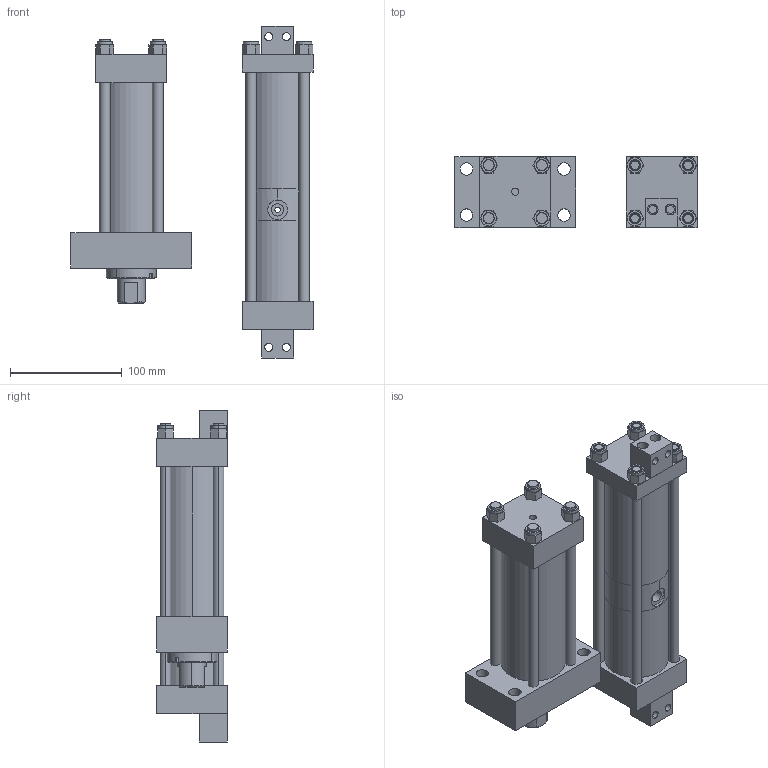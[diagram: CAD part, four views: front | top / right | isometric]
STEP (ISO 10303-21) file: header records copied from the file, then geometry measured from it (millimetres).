
FILE_DESCRIPTION (( 'STEP AP203' ), '1' );
FILE_NAME ('HZS-1-.25-FH.STEP', '2016-05-02T17:29:31', ( 'myvpn' ), ( '' ), 'SwSTEP 2.0', 'SolidWorks 2014', '' );
FILE_SCHEMA (( 'CONFIG_CONTROL_DESIGN' ));
Length unit declared in the file: inch
Products named in the file (15): E0164; E0104; ES0105_.25; HZ0110; E0101; F0103; F0162; HZS0114_.25; E0160_.25; NLN .375; HZS0163_.25; E01BRK; HZS-1-.25-FH; HZS0111_.25; E0159
Assembly tree (28 placements, depth 2):
  HZS-1-.25-FH
    E0159
    E0104
    ES0105_.25
    E0101
    F0103
    E0160_.25  x4
    NLN .375  x8
    F0162
    E0164
    E01BRK  x2
    HZS0111_.25
    HZS0114_.25
    HZ0110
    HZS0163_.25  x4
Bounding box: 216.67 x 63.5 x 297.21 mm (x, y, z)
Volume: 966253.4 mm3; surface area: 325234.1 mm2
Topology: 28 solids, 28 shells, 540 faces, 1220 edges, 792 vertices
Faces by surface type: cylinder 279, plane 209, cone 52
Entity records: 13796 total; most frequent: CARTESIAN_POINT 2929, DIRECTION 2013, ORIENTED_EDGE 1692, EDGE_CURVE 846, AXIS2_PLACEMENT_3D 830, VERTEX_POINT 548, EDGE_LOOP 492, CIRCLE 431
